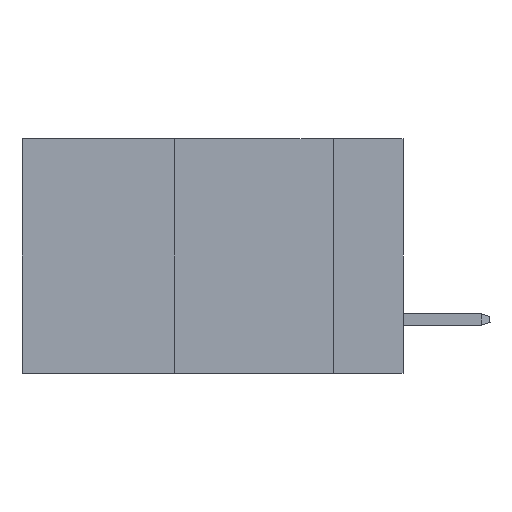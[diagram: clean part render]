
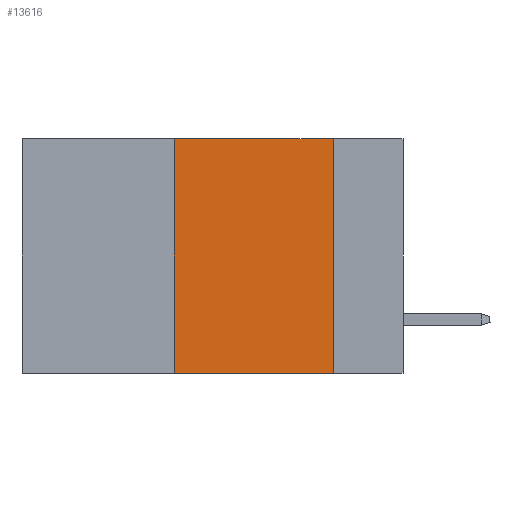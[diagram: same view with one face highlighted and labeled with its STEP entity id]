
A CAD part, left-side view. The second image highlights one B-rep face of the part: STEP entity #13616.
In plain terms, the highlighted planar face has unit normal (-1, 0, 0).
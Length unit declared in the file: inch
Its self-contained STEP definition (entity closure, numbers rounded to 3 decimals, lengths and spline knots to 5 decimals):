
#1223 = VERTEX_POINT ( 'NONE', #5119 ) ;
#1715 = LINE ( 'NONE', #7698, #6564 ) ;
#1891 = VECTOR ( 'NONE', #12603, 39.37008 ) ;
#2091 = CARTESIAN_POINT ( 'NONE',  ( 0., 0.11, 0. ) ) ;
#2095 = AXIS2_PLACEMENT_3D ( 'NONE', #17189, #12639, #16900 ) ;
#2190 = VERTEX_POINT ( 'NONE', #17271 ) ;
#3761 = CARTESIAN_POINT ( 'NONE',  ( 0., 0.36, 0. ) ) ;
#3943 = VECTOR ( 'NONE', #4641, 39.37008 ) ;
#3944 = VERTEX_POINT ( 'NONE', #2091 ) ;
#4251 = ORIENTED_EDGE ( 'NONE', *, *, #15818, .F. ) ;
#4537 = LINE ( 'NONE', #13801, #3943 ) ;
#4641 = DIRECTION ( 'NONE',  ( 0., -1., 0. ) ) ;
#5119 = CARTESIAN_POINT ( 'NONE',  ( 0., 0.11, -0.37 ) ) ;
#6545 = FACE_OUTER_BOUND ( 'NONE', #19002, .T. ) ;
#6564 = VECTOR ( 'NONE', #9284, 39.37008 ) ;
#7172 = EDGE_CURVE ( 'NONE', #2190, #1223, #4537, .T. ) ;
#7575 = VERTEX_POINT ( 'NONE', #16744 ) ;
#7698 = CARTESIAN_POINT ( 'NONE',  ( 0., 0.6, 0. ) ) ;
#7739 = ORIENTED_EDGE ( 'NONE', *, *, #11645, .F. ) ;
#8174 = CARTESIAN_POINT ( 'NONE',  ( 0., 0.11, 0. ) ) ;
#8483 = LINE ( 'NONE', #3761, #1891 ) ;
#9284 = DIRECTION ( 'NONE',  ( 0., -1., 0. ) ) ;
#11095 = LINE ( 'NONE', #8174, #17732 ) ;
#11645 = EDGE_CURVE ( 'NONE', #3944, #1223, #11095, .T. ) ;
#12553 = PLANE ( 'NONE',  #2095 ) ;
#12603 = DIRECTION ( 'NONE',  ( 0., 0., 1. ) ) ;
#12639 = DIRECTION ( 'NONE',  ( 1., 0., 0. ) ) ;
#13114 = ORIENTED_EDGE ( 'NONE', *, *, #7172, .T. ) ;
#13616 = ADVANCED_FACE ( 'NONE', ( #6545 ), #12553, .F. ) ;
#13801 = CARTESIAN_POINT ( 'NONE',  ( 0., 0.6, -0.37 ) ) ;
#13976 = DIRECTION ( 'NONE',  ( 0., 0., -1. ) ) ;
#15818 = EDGE_CURVE ( 'NONE', #7575, #3944, #1715, .T. ) ;
#16013 = EDGE_CURVE ( 'NONE', #2190, #7575, #8483, .T. ) ;
#16744 = CARTESIAN_POINT ( 'NONE',  ( 0., 0.36, 0. ) ) ;
#16900 = DIRECTION ( 'NONE',  ( 0., 0., -1. ) ) ;
#17189 = CARTESIAN_POINT ( 'NONE',  ( 0., 0.6, 0. ) ) ;
#17271 = CARTESIAN_POINT ( 'NONE',  ( 0., 0.36, -0.37 ) ) ;
#17551 = ORIENTED_EDGE ( 'NONE', *, *, #16013, .F. ) ;
#17732 = VECTOR ( 'NONE', #13976, 39.37008 ) ;
#19002 = EDGE_LOOP ( 'NONE', ( #7739, #4251, #17551, #13114 ) ) ;
